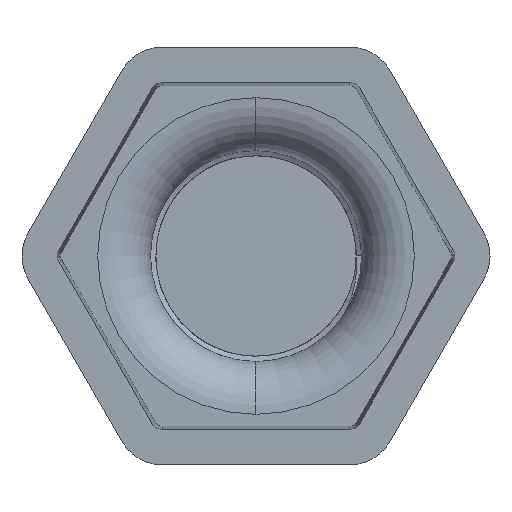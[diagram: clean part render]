
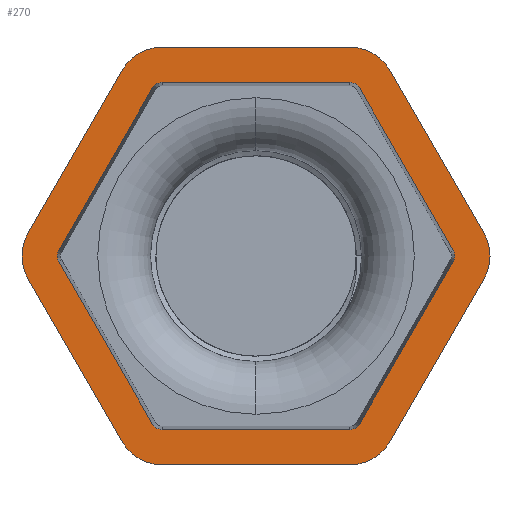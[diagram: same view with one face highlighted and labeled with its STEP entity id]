
A CAD part, front view. The second image highlights one B-rep face of the part: STEP entity #270.
In plain terms, the highlighted planar face has unit normal (0, -1, 0).
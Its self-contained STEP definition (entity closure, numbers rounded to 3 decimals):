
#270=ADVANCED_FACE('',(#740,#741),#742,.F.);
#740=FACE_BOUND('',#1821,.T.);
#741=FACE_OUTER_BOUND('',#1822,.T.);
#742=PLANE('',#1823);
#1821=EDGE_LOOP('',(#5968,#5969,#5970,#5971,#5972,#5973,#5974,#5975,#5976,#5977,#5978,#5979));
#1822=EDGE_LOOP('',(#5980,#5981,#5982,#5983,#5984,#5985,#5986,#5987,#5988,#5989,#5990,#5991));
#1823=AXIS2_PLACEMENT_3D('',#5992,#5993,#5994);
#5968=ORIENTED_EDGE('',*,*,#7716,.T.);
#5969=ORIENTED_EDGE('',*,*,#7694,.T.);
#5970=ORIENTED_EDGE('',*,*,#7697,.T.);
#5971=ORIENTED_EDGE('',*,*,#7699,.T.);
#5972=ORIENTED_EDGE('',*,*,#7701,.T.);
#5973=ORIENTED_EDGE('',*,*,#7703,.T.);
#5974=ORIENTED_EDGE('',*,*,#7705,.T.);
#5975=ORIENTED_EDGE('',*,*,#7707,.T.);
#5976=ORIENTED_EDGE('',*,*,#7709,.T.);
#5977=ORIENTED_EDGE('',*,*,#7711,.T.);
#5978=ORIENTED_EDGE('',*,*,#7713,.T.);
#5979=ORIENTED_EDGE('',*,*,#7715,.T.);
#5980=ORIENTED_EDGE('',*,*,#7717,.F.);
#5981=ORIENTED_EDGE('',*,*,#7718,.F.);
#5982=ORIENTED_EDGE('',*,*,#7719,.F.);
#5983=ORIENTED_EDGE('',*,*,#7720,.F.);
#5984=ORIENTED_EDGE('',*,*,#7721,.F.);
#5985=ORIENTED_EDGE('',*,*,#7722,.F.);
#5986=ORIENTED_EDGE('',*,*,#7723,.F.);
#5987=ORIENTED_EDGE('',*,*,#7724,.F.);
#5988=ORIENTED_EDGE('',*,*,#7725,.F.);
#5989=ORIENTED_EDGE('',*,*,#7651,.F.);
#5990=ORIENTED_EDGE('',*,*,#7726,.F.);
#5991=ORIENTED_EDGE('',*,*,#7727,.F.);
#5992=CARTESIAN_POINT('',(3.556,0.,6.16));
#5993=DIRECTION('',(0.0,1.0,0.));
#5994=DIRECTION('',(0.866,0.,0.5));
#7651=EDGE_CURVE('',#9263,#9261,#9265,.F.);
#7694=EDGE_CURVE('',#9335,#9333,#9336,.T.);
#7697=EDGE_CURVE('',#9333,#9338,#9340,.F.);
#7699=EDGE_CURVE('',#9338,#9341,#9343,.T.);
#7701=EDGE_CURVE('',#9341,#9344,#9346,.F.);
#7703=EDGE_CURVE('',#9344,#9347,#9349,.T.);
#7705=EDGE_CURVE('',#9347,#9350,#9352,.F.);
#7707=EDGE_CURVE('',#9350,#9353,#9355,.T.);
#7709=EDGE_CURVE('',#9353,#9356,#9358,.F.);
#7711=EDGE_CURVE('',#9356,#9359,#9361,.T.);
#7713=EDGE_CURVE('',#9359,#9362,#9364,.F.);
#7715=EDGE_CURVE('',#9362,#9365,#9367,.T.);
#7716=EDGE_CURVE('',#9365,#9335,#9368,.F.);
#7717=EDGE_CURVE('',#9369,#9370,#9371,.T.);
#7718=EDGE_CURVE('',#9372,#9369,#9373,.F.);
#7719=EDGE_CURVE('',#9374,#9372,#9375,.T.);
#7720=EDGE_CURVE('',#9376,#9374,#9377,.F.);
#7721=EDGE_CURVE('',#9378,#9376,#9379,.T.);
#7722=EDGE_CURVE('',#9380,#9378,#9381,.F.);
#7723=EDGE_CURVE('',#9382,#9380,#9383,.T.);
#7724=EDGE_CURVE('',#9384,#9382,#9385,.F.);
#7725=EDGE_CURVE('',#9261,#9384,#9386,.T.);
#7726=EDGE_CURVE('',#9387,#9263,#9388,.T.);
#7727=EDGE_CURVE('',#9370,#9387,#9389,.F.);
#9261=VERTEX_POINT('',#12225);
#9263=VERTEX_POINT('',#12228);
#9265=LINE('',#12231,#12232);
#9333=VERTEX_POINT('',#12420);
#9335=VERTEX_POINT('',#12423);
#9336=CIRCLE('',#12424,0.422);
#9338=VERTEX_POINT('',#12427);
#9340=LINE('',#12430,#12431);
#9341=VERTEX_POINT('',#12432);
#9343=CIRCLE('',#12435,0.422);
#9344=VERTEX_POINT('',#12436);
#9346=LINE('',#12439,#12440);
#9347=VERTEX_POINT('',#12441);
#9349=CIRCLE('',#12444,0.422);
#9350=VERTEX_POINT('',#12445);
#9352=LINE('',#12448,#12449);
#9353=VERTEX_POINT('',#12450);
#9355=CIRCLE('',#12453,0.422);
#9356=VERTEX_POINT('',#12454);
#9358=LINE('',#12457,#12458);
#9359=VERTEX_POINT('',#12459);
#9361=CIRCLE('',#12462,0.422);
#9362=VERTEX_POINT('',#12463);
#9364=LINE('',#12466,#12467);
#9365=VERTEX_POINT('',#12468);
#9367=CIRCLE('',#12471,0.422);
#9368=LINE('',#12472,#12473);
#9369=VERTEX_POINT('',#12474);
#9370=VERTEX_POINT('',#12475);
#9371=CIRCLE('',#12476,1.757);
#9372=VERTEX_POINT('',#12477);
#9373=LINE('',#12478,#12479);
#9374=VERTEX_POINT('',#12480);
#9375=CIRCLE('',#12481,1.757);
#9376=VERTEX_POINT('',#12482);
#9377=LINE('',#12483,#12484);
#9378=VERTEX_POINT('',#12485);
#9379=CIRCLE('',#12486,1.757);
#9380=VERTEX_POINT('',#12487);
#9381=LINE('',#12488,#12489);
#9382=VERTEX_POINT('',#12490);
#9383=CIRCLE('',#12491,1.757);
#9384=VERTEX_POINT('',#12492);
#9385=LINE('',#12493,#12494);
#9386=CIRCLE('',#12495,1.757);
#9387=VERTEX_POINT('',#12496);
#9388=CIRCLE('',#12497,1.757);
#9389=LINE('',#12498,#12499);
#12225=CARTESIAN_POINT('',(5.078,0.,-7.038));
#12228=CARTESIAN_POINT('',(8.634,0.,-0.879));
#12231=CARTESIAN_POINT('',(10.413,0.,2.201));
#12232=VECTOR('',#15247,1000.0);
#12420=CARTESIAN_POINT('',(3.922,0.,6.371));
#12423=CARTESIAN_POINT('',(3.556,0.,6.582));
#12424=AXIS2_PLACEMENT_3D('',#15305,#15306,#15307);
#12427=CARTESIAN_POINT('',(7.478,0.,0.211));
#12430=CARTESIAN_POINT('',(3.922,0.0,6.371));
#12431=VECTOR('',#15310,1000.0);
#12432=CARTESIAN_POINT('',(7.478,0.,-0.211));
#12435=AXIS2_PLACEMENT_3D('',#15312,#15313,#15314);
#12436=CARTESIAN_POINT('',(3.922,0.,-6.371));
#12439=CARTESIAN_POINT('',(9.256,0.0,2.869));
#12440=VECTOR('',#15316,1000.0);
#12441=CARTESIAN_POINT('',(3.556,0.,-6.582));
#12444=AXIS2_PLACEMENT_3D('',#15318,#15319,#15320);
#12445=CARTESIAN_POINT('',(-3.556,0.,-6.582));
#12448=CARTESIAN_POINT('',(3.556,0.0,-6.582));
#12449=VECTOR('',#15322,1000.0);
#12450=CARTESIAN_POINT('',(-3.922,0.,-6.371));
#12453=AXIS2_PLACEMENT_3D('',#15324,#15325,#15326);
#12454=CARTESIAN_POINT('',(-7.478,0.,-0.211));
#12457=CARTESIAN_POINT('',(-7.478,0.0,-0.211));
#12458=VECTOR('',#15328,1000.0);
#12459=CARTESIAN_POINT('',(-7.478,0.,0.211));
#12462=AXIS2_PLACEMENT_3D('',#15330,#15331,#15332);
#12463=CARTESIAN_POINT('',(-3.922,0.,6.371));
#12466=CARTESIAN_POINT('',(-2.144,0.,9.451));
#12467=VECTOR('',#15334,1000.0);
#12468=CARTESIAN_POINT('',(-3.556,0.,6.582));
#12471=AXIS2_PLACEMENT_3D('',#15336,#15337,#15338);
#12472=CARTESIAN_POINT('',(3.556,0.0,6.582));
#12473=VECTOR('',#15339,1000.0);
#12474=CARTESIAN_POINT('',(3.556,0.,7.917));
#12475=CARTESIAN_POINT('',(5.078,0.,7.038));
#12476=AXIS2_PLACEMENT_3D('',#15340,#15341,#15342);
#12477=CARTESIAN_POINT('',(-3.556,0.,7.917));
#12478=CARTESIAN_POINT('',(3.556,0.,7.917));
#12479=VECTOR('',#15343,1000.0);
#12480=CARTESIAN_POINT('',(-5.078,0.,7.038));
#12481=AXIS2_PLACEMENT_3D('',#15344,#15345,#15346);
#12482=CARTESIAN_POINT('',(-8.634,0.,0.879));
#12483=CARTESIAN_POINT('',(-3.3,0.,10.118));
#12484=VECTOR('',#15347,1000.0);
#12485=CARTESIAN_POINT('',(-8.634,0.,-0.879));
#12486=AXIS2_PLACEMENT_3D('',#15348,#15349,#15350);
#12487=CARTESIAN_POINT('',(-5.078,0.,-7.038));
#12488=CARTESIAN_POINT('',(-8.634,0.,-0.879));
#12489=VECTOR('',#15351,1000.0);
#12490=CARTESIAN_POINT('',(-3.556,0.,-7.917));
#12491=AXIS2_PLACEMENT_3D('',#15352,#15353,#15354);
#12492=CARTESIAN_POINT('',(3.556,0.,-7.917));
#12493=CARTESIAN_POINT('',(3.556,0.,-7.917));
#12494=VECTOR('',#15355,1000.0);
#12495=AXIS2_PLACEMENT_3D('',#15356,#15357,#15358);
#12496=CARTESIAN_POINT('',(8.634,0.,0.879));
#12497=AXIS2_PLACEMENT_3D('',#15359,#15360,#15361);
#12498=CARTESIAN_POINT('',(5.078,0.,7.038));
#12499=VECTOR('',#15362,1000.0);
#15247=DIRECTION('',(0.5,0.,0.866));
#15305=CARTESIAN_POINT('',(3.556,0.,6.16));
#15306=DIRECTION('',(0.,1.0,0.));
#15307=DIRECTION('',(0.,0.,1.0));
#15310=DIRECTION('',(-0.5,0.,0.866));
#15312=CARTESIAN_POINT('',(7.113,0.,0.));
#15313=DIRECTION('',(0.0,1.0,0.));
#15314=DIRECTION('',(0.,0.,1.0));
#15316=DIRECTION('',(0.5,0.,0.866));
#15318=CARTESIAN_POINT('',(3.556,0.,-6.16));
#15319=DIRECTION('',(0.,1.0,0.));
#15320=DIRECTION('',(0.,0.,1.0));
#15322=DIRECTION('',(1.0,0.,0.));
#15324=CARTESIAN_POINT('',(-3.556,0.,-6.16));
#15325=DIRECTION('',(0.,1.0,0.));
#15326=DIRECTION('',(0.,0.,1.0));
#15328=DIRECTION('',(0.5,0.,-0.866));
#15330=CARTESIAN_POINT('',(-7.113,0.,0.));
#15331=DIRECTION('',(0.0,1.0,0.));
#15332=DIRECTION('',(0.,0.,1.0));
#15334=DIRECTION('',(-0.5,0.,-0.866));
#15336=CARTESIAN_POINT('',(-3.556,0.,6.16));
#15337=DIRECTION('',(0.,1.0,0.));
#15338=DIRECTION('',(0.,0.,1.0));
#15339=DIRECTION('',(-1.0,0.,0.));
#15340=CARTESIAN_POINT('',(3.556,0.,6.16));
#15341=DIRECTION('',(0.0,1.0,0.));
#15342=DIRECTION('',(0.,0.,1.0));
#15343=DIRECTION('',(-1.0,0.,0.));
#15344=CARTESIAN_POINT('',(-3.556,0.,6.16));
#15345=DIRECTION('',(0.0,1.0,0.));
#15346=DIRECTION('',(0.,0.,1.0));
#15347=DIRECTION('',(-0.5,0.,-0.866));
#15348=CARTESIAN_POINT('',(-7.113,0.,0.));
#15349=DIRECTION('',(0.0,1.0,0.));
#15350=DIRECTION('',(0.,0.,1.0));
#15351=DIRECTION('',(0.5,0.,-0.866));
#15352=CARTESIAN_POINT('',(-3.556,0.,-6.16));
#15353=DIRECTION('',(0.0,1.0,0.));
#15354=DIRECTION('',(0.,0.,1.0));
#15355=DIRECTION('',(1.0,0.,0.));
#15356=CARTESIAN_POINT('',(3.556,0.,-6.16));
#15357=DIRECTION('',(0.0,1.0,0.));
#15358=DIRECTION('',(0.,0.,1.0));
#15359=CARTESIAN_POINT('',(7.113,0.,0.));
#15360=DIRECTION('',(0.0,1.0,0.));
#15361=DIRECTION('',(0.,0.,1.0));
#15362=DIRECTION('',(-0.5,0.,0.866));
